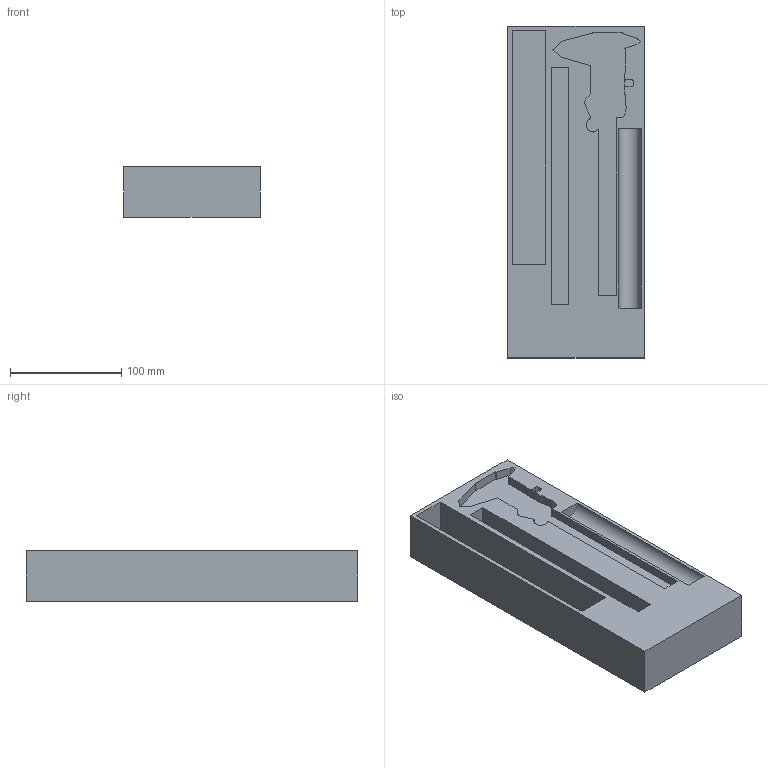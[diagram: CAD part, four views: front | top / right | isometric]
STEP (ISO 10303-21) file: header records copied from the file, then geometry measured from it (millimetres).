
FILE_DESCRIPTION(/* description */ (''),/* implementation_level */ '2;1');
FILE_NAME(/* name */ 'Dial-Caliper-Carrier.step',/* time_stamp */ '2024-08-06T22:54:43-04:00',/* author */ (''),/* organization */ (''),/* preprocessor_version */ 'ST-DEVELOPER v20',/* originating_system */ 'Autodesk Translation Framework v13.14.0.145',/* authorisation */ '');
FILE_SCHEMA (('AUTOMOTIVE_DESIGN { 1 0 10303 214 3 1 1 }'));
Length unit declared in the file: millimetre
Products named in the file (1): Dial-Caliper-Carrier
Bounding box: 122.82 x 297.94 x 45 mm (x, y, z)
Volume: 1166974.9 mm3; surface area: 157612.5 mm2
Topology: 1 solids, 1 shells, 54 faces, 145 edges, 97 vertices
Faces by surface type: plane 43, bspline 9, cylinder 2
Entity records: 2764 total; most frequent: CARTESIAN_POINT 1478, ORIENTED_EDGE 290, DIRECTION 216, EDGE_CURVE 145, LINE 116, VECTOR 116, VERTEX_POINT 97, EDGE_LOOP 58
